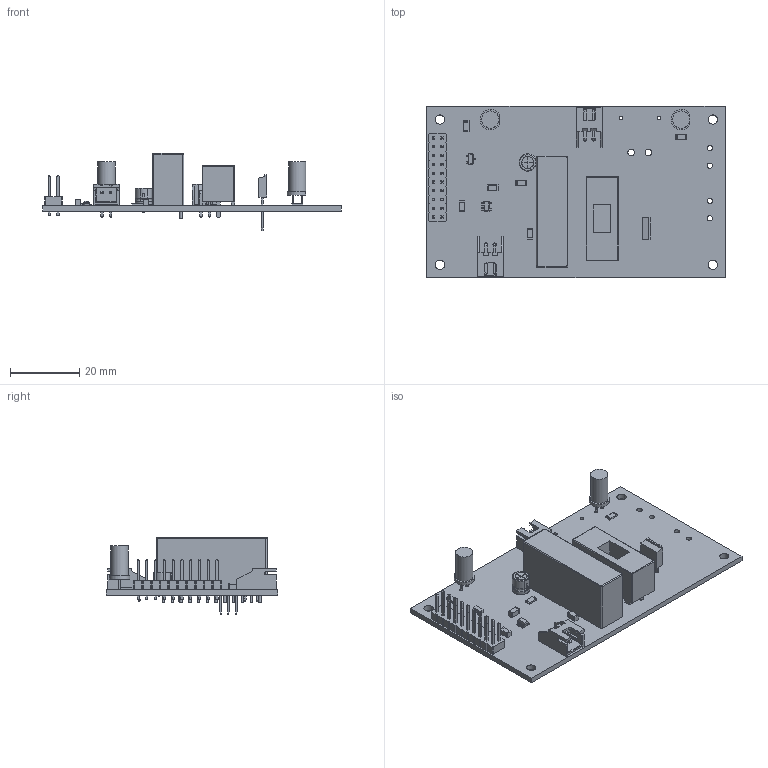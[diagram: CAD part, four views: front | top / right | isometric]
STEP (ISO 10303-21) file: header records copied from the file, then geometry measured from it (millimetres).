
FILE_DESCRIPTION(('KiCad electronic assembly'),'2;1');
FILE_NAME('fishsense2.step','2021-12-12T14:15:47',('An Author'),( 'A Company'),'Open CASCADE STEP processor 6.9', 'KiCad to STEP converter','Unknown');
FILE_SCHEMA(('AUTOMOTIVE_DESIGN { 1 0 10303 214 1 1 1 1 }'));
Length unit declared in the file: millimetre
Products named in the file (24): Open CASCADE STEP translator 6.9 1; SOT-23-5; SOLID; C_1206_3216Metric; JST_XH_S2B-XH-A_1x02_P2.50mm_Horizontal; TO-251-3_Vertical; R_1206_3216Metric; Fuseholder_Cylinder-5x20mm_Stelvio-Kontek_PTF78_Horizontal_Open; SOT-23; Converter_DCDC_RECOM_R5xxxPA_THT; LED_D5.0mm_FlatTop; CP_Radial_D5.0mm_P2.00mm; PinHeader_2x10_P2.54mm_Vertical; COMPOUND
Assembly tree (29 placements, depth 3):
  Open CASCADE STEP translator 6.9 1
    SOT-23-5
      SOLID
    C_1206_3216Metric  x3
      SOLID
    JST_XH_S2B-XH-A_1x02_P2.50mm_Horizontal  x2
      SOLID
    TO-251-3_Vertical
      SOLID
    R_1206_3216Metric  x3
      SOLID
    Fuseholder_Cylinder-5x20mm_Stelvio-Kontek_PTF78_Horizontal_Open
      SOLID
    SOT-23
      SOLID
    Converter_DCDC_RECOM_R5xxxPA_THT
      SOLID
    LED_D5.0mm_FlatTop  x2
      SOLID
    CP_Radial_D5.0mm_P2.00mm
      SOLID
    PinHeader_2x10_P2.54mm_Vertical
      SOLID
    COMPOUND
Bounding box: 86.36 x 49.53 x 22.43 mm (x, y, z)
Volume: 14710.8 mm3; surface area: 15332.5 mm2
Topology: 18 solids, 19 shells, 1304 faces, 3254 edges, 2057 vertices
Faces by surface type: plane 1003, cylinder 212, bspline 62, torus 18, revolution 5, sphere 4
Full cylindrical faces by diameter (mm): 0.5 x2, 0.7 x12, 0.8 x2, 0.9 x4, 1 x38, 1.1 x3, 1.5 x2, 1.52 x4, 1.9 x2, 2.7 x4
Entity records: 74537 total; most frequent: CARTESIAN_POINT 12907, DIRECTION 10086, LINE 7023, VECTOR 7023, ORIENTED_EDGE 5296, PCURVE 5296, DEFINITIONAL_REPRESENTATION 5296, EDGE_CURVE 2648
